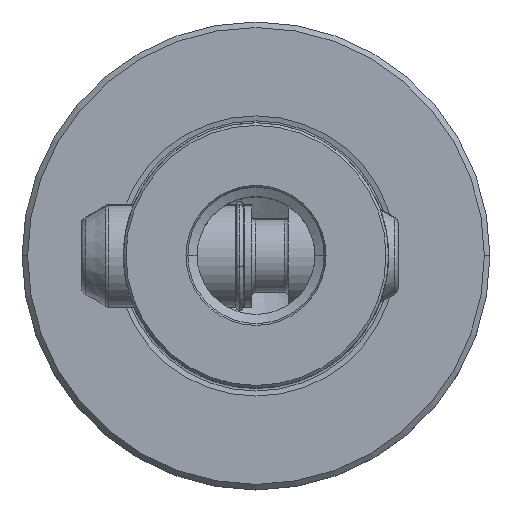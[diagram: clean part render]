
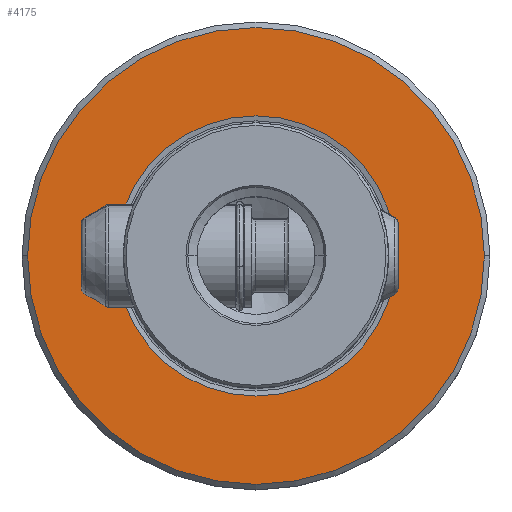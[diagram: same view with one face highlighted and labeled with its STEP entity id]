
A CAD part, top view. The second image highlights one B-rep face of the part: STEP entity #4175.
In plain terms, the highlighted planar face has unit normal (0, 0, 1).
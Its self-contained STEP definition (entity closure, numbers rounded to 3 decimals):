
#2141=EDGE_CURVE('NONE',#5371,#3039,#6025,.F.);
#2469=EDGE_CURVE('NONE',#3869,#4845,#6392,.T.);
#3039=VERTEX_POINT('NONE',#7022);
#3211=EDGE_CURVE('NONE',#4845,#3869,#7210,.T.);
#3869=VERTEX_POINT('NONE',#7928);
#4175=ADVANCED_FACE('NONE',(#8274,#8275),#8276,.T.);
#4845=VERTEX_POINT('NONE',#9020);
#4849=EDGE_CURVE('NONE',#3039,#5371,#9024,.T.);
#5371=VERTEX_POINT('NONE',#9599);
#6025=CIRCLE('',#10473,19.012);
#6392=CIRCLE('',#28330,31.0);
#7022=CARTESIAN_POINT('',(19.012,0.,0.0));
#7210=CIRCLE('',#38782,31.0);
#7928=CARTESIAN_POINT('',(31.0,0.,0.0));
#8274=FACE_OUTER_BOUND('',#47084,.T.);
#8275=FACE_BOUND('',#47085,.T.);
#8276=PLANE('',#47086);
#9020=CARTESIAN_POINT('',(-31.0,0.,0.0));
#9024=CIRCLE('',#58997,19.012);
#9599=CARTESIAN_POINT('',(-19.012,0.,0.0));
#10473=AXIS2_PLACEMENT_3D('',#70644,#70645,#70646);
#28330=AXIS2_PLACEMENT_3D('',#71081,#71082,#71083);
#38782=AXIS2_PLACEMENT_3D('',#71998,#71999,#72000);
#47084=EDGE_LOOP('',(#73237,#73238));
#47085=EDGE_LOOP('',(#73239,#73240));
#47086=AXIS2_PLACEMENT_3D('',#73241,#73242,#73243);
#58997=AXIS2_PLACEMENT_3D('',#74121,#74122,#74123);
#70644=CARTESIAN_POINT('',(0.0,0.0,0.0));
#70645=DIRECTION('',(0.0,0.0,-1.0));
#70646=DIRECTION('',(1.0,0.,0.0));
#71081=CARTESIAN_POINT('',(0.0,0.0,0.0));
#71082=DIRECTION('',(0.0,0.0,-1.0));
#71083=DIRECTION('',(-1.0,0.,0.0));
#71998=CARTESIAN_POINT('',(0.0,0.0,0.0));
#71999=DIRECTION('',(0.0,0.0,-1.0));
#72000=DIRECTION('',(-1.0,0.,0.0));
#73237=ORIENTED_EDGE('',*,*,#3211,.F.);
#73238=ORIENTED_EDGE('',*,*,#2469,.F.);
#73239=ORIENTED_EDGE('',*,*,#4849,.F.);
#73240=ORIENTED_EDGE('',*,*,#2141,.F.);
#73241=CARTESIAN_POINT('',(-18.0,0.0,0.0));
#73242=DIRECTION('',(-0.0,0.0,1.0));
#73243=DIRECTION('',(0.0,1.0,0.0));
#74121=CARTESIAN_POINT('',(0.0,0.0,0.0));
#74122=DIRECTION('',(-0.0,0.0,1.0));
#74123=DIRECTION('',(1.0,0.,0.0));
